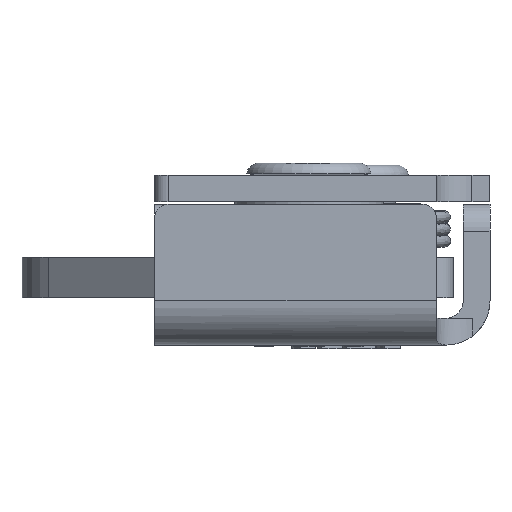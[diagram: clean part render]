
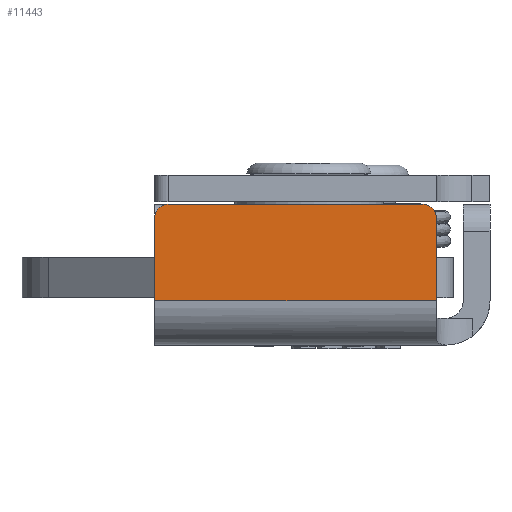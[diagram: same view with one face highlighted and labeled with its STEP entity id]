
A CAD part, left-side view. The second image highlights one B-rep face of the part: STEP entity #11443.
In plain terms, the highlighted planar face has unit normal (-1, 0, 0).
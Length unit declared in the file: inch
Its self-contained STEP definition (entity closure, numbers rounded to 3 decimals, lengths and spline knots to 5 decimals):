
#604=CIRCLE('',#12236,0.045);
#605=CIRCLE('',#12239,0.045);
#1120=FACE_OUTER_BOUND('',#1803,.T.);
#1803=EDGE_LOOP('',(#9458,#9459,#9460,#9461,#9462,#9463));
#2832=LINE('',#21302,#3894);
#2833=LINE('',#21307,#3895);
#2834=LINE('',#21309,#3896);
#2835=LINE('',#21310,#3897);
#3894=VECTOR('',#14661,0.8551);
#3895=VECTOR('',#14666,0.2782);
#3896=VECTOR('',#14667,0.9451);
#3897=VECTOR('',#14668,0.2782);
#5193=VERTEX_POINT('',#21292);
#5194=VERTEX_POINT('',#21294);
#5196=VERTEX_POINT('',#21300);
#5197=VERTEX_POINT('',#21304);
#5198=VERTEX_POINT('',#21306);
#5199=VERTEX_POINT('',#21308);
#6663=EDGE_CURVE('',#5194,#5193,#604,.T.);
#6667=EDGE_CURVE('',#5196,#5193,#2832,.T.);
#6668=EDGE_CURVE('',#5196,#5197,#605,.T.);
#6669=EDGE_CURVE('',#5198,#5197,#2833,.T.);
#6670=EDGE_CURVE('',#5198,#5199,#2834,.T.);
#6671=EDGE_CURVE('',#5199,#5194,#2835,.T.);
#9458=ORIENTED_EDGE('',*,*,#6663,.T.);
#9459=ORIENTED_EDGE('',*,*,#6667,.F.);
#9460=ORIENTED_EDGE('',*,*,#6668,.T.);
#9461=ORIENTED_EDGE('',*,*,#6669,.F.);
#9462=ORIENTED_EDGE('',*,*,#6670,.T.);
#9463=ORIENTED_EDGE('',*,*,#6671,.T.);
#10314=PLANE('',#12238);
#11443=ADVANCED_FACE('',(#1120),#10314,.F.);
#12236=AXIS2_PLACEMENT_3D('',#21295,#14654,#14655);
#12238=AXIS2_PLACEMENT_3D('',#21303,#14662,#14663);
#12239=AXIS2_PLACEMENT_3D('',#21305,#14664,#14665);
#14654=DIRECTION('center_axis',(-1.,0.,0.));
#14655=DIRECTION('ref_axis',(0.,-0.707,0.707));
#14661=DIRECTION('',(0.,-1.,0.));
#14662=DIRECTION('center_axis',(1.,0.,0.));
#14663=DIRECTION('ref_axis',(0.,0.,-1.));
#14664=DIRECTION('center_axis',(-1.,0.,0.));
#14665=DIRECTION('ref_axis',(0.,0.707,0.707));
#14666=DIRECTION('',(0.,0.,1.));
#14667=DIRECTION('',(0.,-1.,0.));
#14668=DIRECTION('',(0.,0.,1.));
#21292=CARTESIAN_POINT('',(-1.202,-0.3824,0.4722));
#21294=CARTESIAN_POINT('',(-1.202,-0.4274,0.4272));
#21295=CARTESIAN_POINT('Origin',(-1.202,-0.3824,0.4272));
#21300=CARTESIAN_POINT('',(-1.202,0.4727,0.4722));
#21302=CARTESIAN_POINT('',(-1.202,-0.4274,0.4722));
#21303=CARTESIAN_POINT('Origin',(-1.202,0.5177,0.));
#21304=CARTESIAN_POINT('',(-1.202,0.5177,0.4272));
#21305=CARTESIAN_POINT('Origin',(-1.202,0.4727,0.4272));
#21306=CARTESIAN_POINT('',(-1.202,0.5177,0.149));
#21307=CARTESIAN_POINT('',(-1.202,0.5177,0.));
#21308=CARTESIAN_POINT('',(-1.202,-0.4274,0.149));
#21309=CARTESIAN_POINT('',(-1.202,0.22454,0.149));
#21310=CARTESIAN_POINT('',(-1.202,-0.4274,0.));
